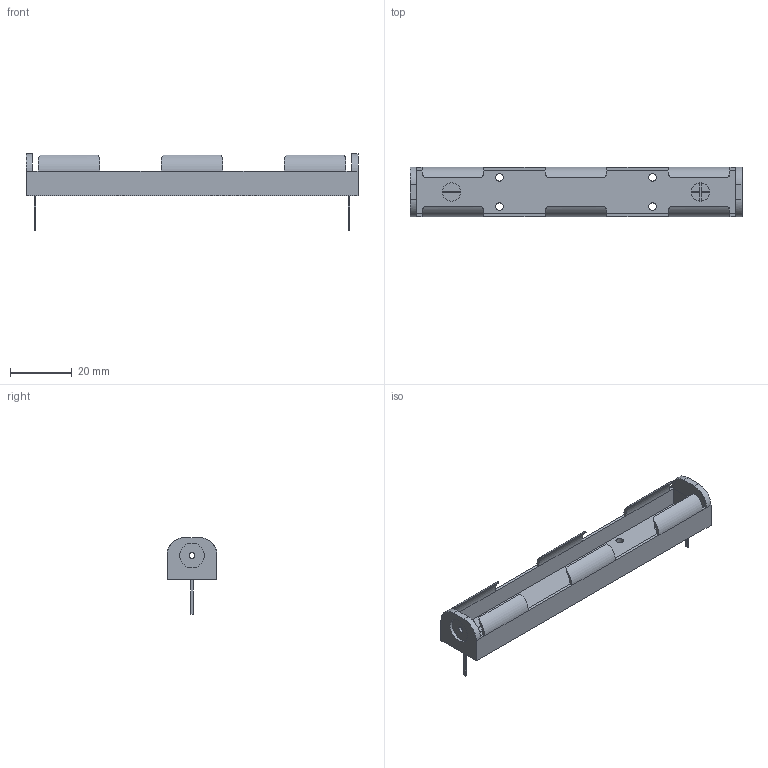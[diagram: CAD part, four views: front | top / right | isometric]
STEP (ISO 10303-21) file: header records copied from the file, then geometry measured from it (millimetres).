
FILE_DESCRIPTION(('FreeCAD Model'),'2;1');
FILE_NAME('batt-holder-bc12aapc.step','2019-06-16T17:06:06',('Author'),(''), 'Open CASCADE STEP processor 6.8','FreeCAD','Unknown');
FILE_SCHEMA(('AUTOMOTIVE_DESIGN_CC2 { 1 2 10303 214 -1 1 5 4 }'));
Length unit declared in the file: millimetre
Products named in the file (1): Pocket008
Bounding box: 107.8 x 16.2 x 24.9 mm (x, y, z)
Volume: 5798.3 mm3; surface area: 8789.6 mm2
Topology: 1 solids, 1 shells, 108 faces, 258 edges, 160 vertices
Faces by surface type: plane 66, cylinder 42
Full cylindrical faces by diameter (mm): 1.9 x2, 2.5 x4, 8 x2
Entity records: 9177 total; most frequent: CARTESIAN_POINT 3239, DIRECTION 952, LINE 542, VECTOR 542, ORIENTED_EDGE 516, PCURVE 516, DEFINITIONAL_REPRESENTATION 516, EDGE_CURVE 258
